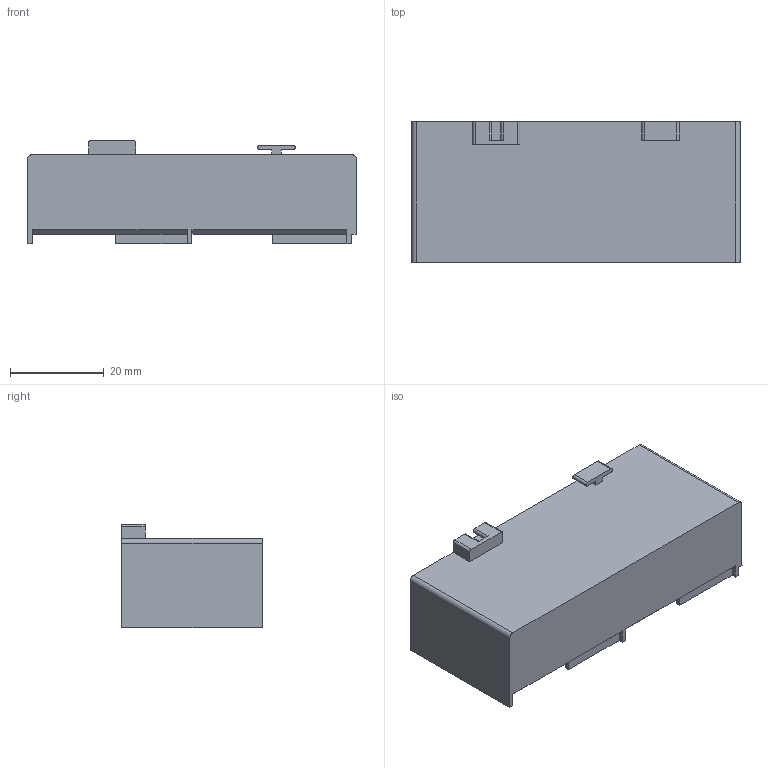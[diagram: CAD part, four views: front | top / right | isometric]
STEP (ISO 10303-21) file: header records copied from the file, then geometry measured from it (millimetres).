
FILE_DESCRIPTION(/* description */ (''),/* implementation_level */ '2;1');
FILE_NAME(/* name */ 'No-hassle-containers-1u.step',/* time_stamp */ '2019-01-18T20:14:57-05:00',/* author */ (''),/* organization */ (''),/* preprocessor_version */ 'ST-DEVELOPER v17.2',/* originating_system */ 'Autodesk Translation Framework v7.6.0.251',/* authorisation */ '');
FILE_SCHEMA (('AUTOMOTIVE_DESIGN { 1 0 10303 214 3 1 1 }'));
Length unit declared in the file: millimetre
Products named in the file (1): FusionComponent
Bounding box: 70 x 30 x 22 mm (x, y, z)
Volume: 9152.4 mm3; surface area: 9947.1 mm2
Topology: 1 solids, 1 shells, 58 faces, 166 edges, 110 vertices
Faces by surface type: plane 46, cylinder 12
Entity records: 1925 total; most frequent: CARTESIAN_POINT 335, ORIENTED_EDGE 332, DIRECTION 308, EDGE_CURVE 166, LINE 142, VECTOR 142, VERTEX_POINT 110, AXIS2_PLACEMENT_3D 83
